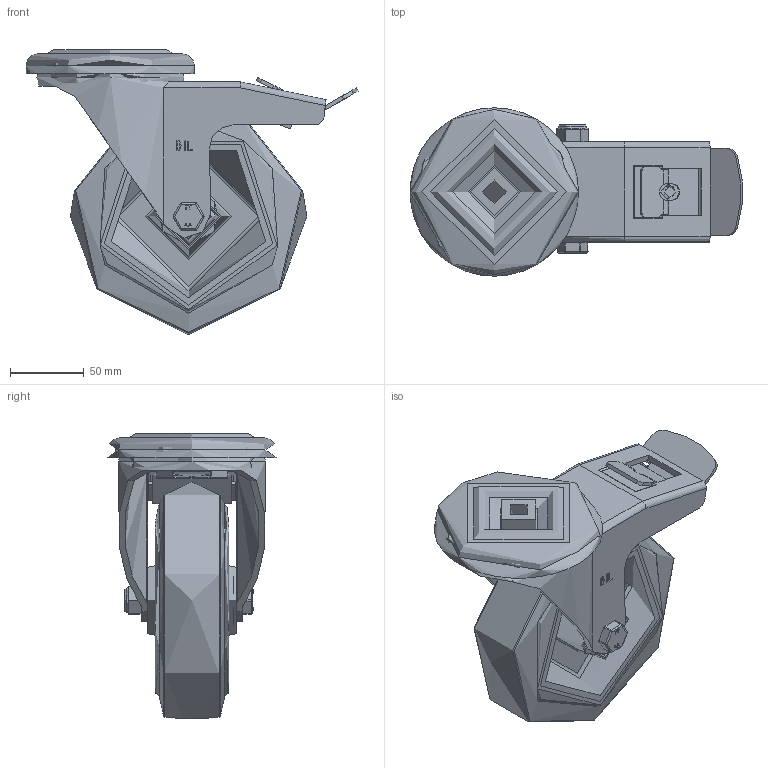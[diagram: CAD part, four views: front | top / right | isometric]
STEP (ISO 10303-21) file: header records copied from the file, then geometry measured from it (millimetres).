
FILE_DESCRIPTION(/* description */ (''),/* implementation_level */ '2;1');
FILE_NAME(/* name */ 'BZMM160SRNBBH16SWB.step',/* time_stamp */ '2024-10-21T13:55:39+01:00',/* author */ (''),/* organization */ (''),/* preprocessor_version */ 'ST-DEVELOPER v20',/* originating_system */ 'Autodesk Translation Framework v13.20.0.188',/* authorisation */ '');
FILE_SCHEMA (('AUTOMOTIVE_DESIGN { 1 0 10303 214 3 1 1 }'));
Length unit declared in the file: millimetre
Products named in the file (24): BZMM160SRNBBH16SWB; BZMM150ASBH16SWB v1; ZINC PLATED, PRESSED STEEL HEAD; ZINC PLATED, PRESSED STEEL FORKS; ZINC PLATED, PRESSED STEEL BRAKE PEDAL; ZINC PLATED, PRESSED STEEL BRAKE PEDAL Geometry; WASHER; BRAKE BOLT; BRAKE PAD; BZH160WSRNRB v1; 65 SHORE A ELASTIC RUBBER TYRE; NYLON RIM; ROLLER BEARING; CAGE; Pattern; RIBS; TUBEM20X60 v1; ZINC PLATED STEEL TUBE; HEXBOLTM12X80Z8.8 v2; GRADE 8.8 ZINC PLATED BOLT; NYLOCM12Z v1; NYLOC NUT; NUT; RUBBER
Assembly tree (30 placements, depth 5):
  BZMM160SRNBBH16SWB
    BZMM150ASBH16SWB v1
      ZINC PLATED, PRESSED STEEL HEAD
      ZINC PLATED, PRESSED STEEL FORKS
      ZINC PLATED, PRESSED STEEL BRAKE PEDAL
        ZINC PLATED, PRESSED STEEL BRAKE PEDAL Geometry
        WASHER
        BRAKE BOLT
      BRAKE PAD
    BZH160WSRNRB v1
      65 SHORE A ELASTIC RUBBER TYRE
      NYLON RIM
      ROLLER BEARING
        CAGE
        Pattern
          RIBS  x8
    TUBEM20X60 v1
      ZINC PLATED STEEL TUBE
    HEXBOLTM12X80Z8.8 v2
      GRADE 8.8 ZINC PLATED BOLT
    NYLOCM12Z v1
      NYLOC NUT
        NUT
        RUBBER
Bounding box: 224.62 x 114 x 192.9 mm (x, y, z)
Volume: 888675.2 mm3; surface area: 276607.3 mm2
Topology: 21 solids, 21 shells, 620 faces, 1578 edges, 1015 vertices
Faces by surface type: plane 321, cylinder 189, bspline 53, torus 28, sphere 18, cone 11
Full cylindrical faces by diameter (mm): 5 x8, 8 x11, 9.836 x18, 10 x1, 10.273 x1, 11.834 x18, 12 x3, 12.2 x2, 12.5 x1, 14 x2, 15.273 x1, 16.2 x1, 18 x1, 18.5 x1, 19.9 x1, 20 x1, 30 x2, 32.5 x3, 40 x1, 41 x1, 47 x1, 51.5 x1, 74 x1, 91.5 x1, 99.5 x1, 104 x1, 114 x1, 120 x2
Entity records: 28135 total; most frequent: CARTESIAN_POINT 13004, ORIENTED_EDGE 3114, DIRECTION 2901, EDGE_CURVE 1557, AXIS2_PLACEMENT_3D 1019, VERTEX_POINT 1001, LINE 863, VECTOR 863
